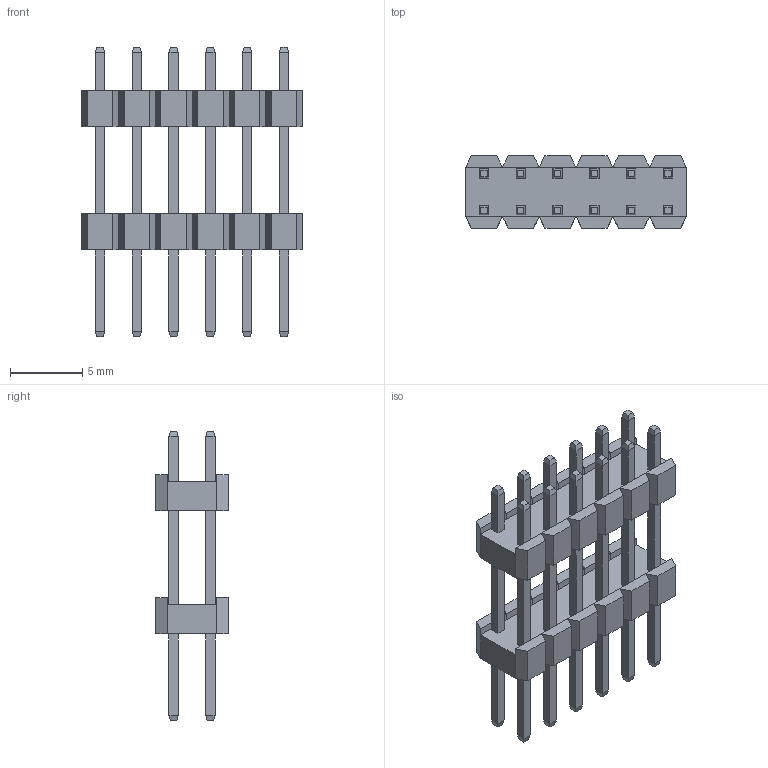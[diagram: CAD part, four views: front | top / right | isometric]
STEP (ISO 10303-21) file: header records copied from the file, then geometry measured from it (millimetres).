
FILE_DESCRIPTION (( 'STEP AP214' ), '1' );
FILE_NAME ('FPH25453-D12S1014190717B-REF.STEP', '2026-01-19T01:27:08', ( '' ), ( '' ), 'SwSTEP 2.0', 'SolidWorks 2021', '' );
FILE_SCHEMA (( 'AUTOMOTIVE_DESIGN' ));
Length unit declared in the file: millimetre
Products named in the file (1): FPH25453-D12S1014190717B-REF
Bounding box: 15.24 x 5 x 20 mm (x, y, z)
Volume: 388.4 mm3; surface area: 1032.6 mm2
Topology: 1 solids, 1 shells, 352 faces, 876 edges, 552 vertices
Faces by surface type: plane 352
Entity records: 10190 total; most frequent: CARTESIAN_POINT 1781, ORIENTED_EDGE 1752, DIRECTION 1582, EDGE_CURVE 876, LINE 876, VECTOR 876, VERTEX_POINT 552, EDGE_LOOP 400
